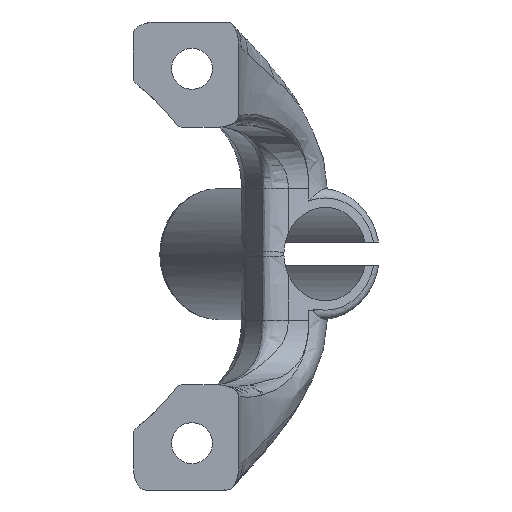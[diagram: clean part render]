
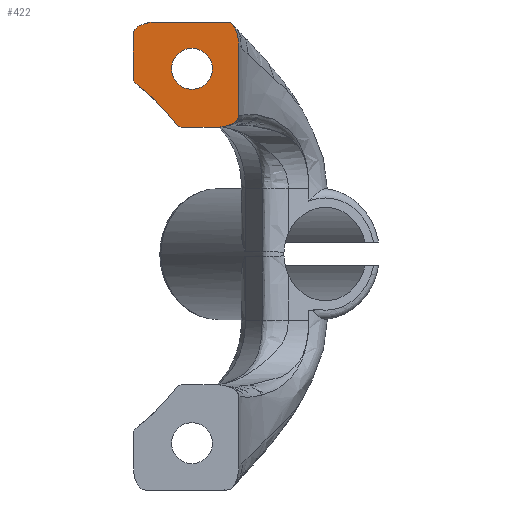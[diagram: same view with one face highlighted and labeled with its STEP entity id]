
A CAD part, left-side view. The second image highlights one B-rep face of the part: STEP entity #422.
In plain terms, the highlighted planar face has unit normal (-1, 0, 0).
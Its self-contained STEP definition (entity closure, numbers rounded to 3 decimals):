
#422=ADVANCED_FACE('',(#2035,#2037),#2039,.F.);
#2035=FACE_BOUND('',#2036,.T.);
#2036=EDGE_LOOP('',(#5101,#5102,#5103,#5104,#5105,#5106,#5107,#5108,#5109,#5110));
#2037=FACE_BOUND('',#2038,.T.);
#2038=EDGE_LOOP('',(#5111));
#2039=PLANE('',#2040);
#2040=AXIS2_PLACEMENT_3D('',#2041,#2042,#2043);
#2041=CARTESIAN_POINT('',(35.,0.,0.));
#2042=DIRECTION('',(1.,0.,0.));
#2043=DIRECTION('',(0.,0.,-1.));
#5101=ORIENTED_EDGE('',*,*,#5397,.F.);
#5102=ORIENTED_EDGE('',*,*,#5391,.F.);
#5103=ORIENTED_EDGE('',*,*,#5398,.F.);
#5104=ORIENTED_EDGE('',*,*,#5387,.F.);
#5105=ORIENTED_EDGE('',*,*,#5399,.F.);
#5106=ORIENTED_EDGE('',*,*,#5363,.F.);
#5107=ORIENTED_EDGE('',*,*,#5400,.F.);
#5108=ORIENTED_EDGE('',*,*,#5360,.F.);
#5109=ORIENTED_EDGE('',*,*,#5401,.F.);
#5110=ORIENTED_EDGE('',*,*,#5393,.F.);
#5111=ORIENTED_EDGE('',*,*,#5402,.T.);
#5360=EDGE_CURVE('',#5637,#5635,#5639,.T.);
#5363=EDGE_CURVE('',#5642,#5640,#5644,.T.);
#5387=EDGE_CURVE('',#5677,#5679,#5680,.T.);
#5391=EDGE_CURVE('',#5684,#5682,#5686,.T.);
#5393=EDGE_CURVE('',#5687,#5689,#5690,.T.);
#5397=EDGE_CURVE('',#5682,#5687,#5695,.F.);
#5398=EDGE_CURVE('',#5679,#5684,#5696,.T.);
#5399=EDGE_CURVE('',#5640,#5677,#5697,.T.);
#5400=EDGE_CURVE('',#5635,#5642,#5698,.F.);
#5401=EDGE_CURVE('',#5689,#5637,#5699,.F.);
#5402=EDGE_CURVE('',#5700,#5700,#5701,.T.);
#5635=VERTEX_POINT('',#7831);
#5637=VERTEX_POINT('',#7835);
#5639=LINE('',#7839,#7840);
#5640=VERTEX_POINT('',#7842);
#5642=VERTEX_POINT('',#7846);
#5644=LINE('',#7850,#7851);
#5677=VERTEX_POINT('',#8009);
#5679=VERTEX_POINT('',#8013);
#5680=CIRCLE('',#8014,18.5);
#5682=VERTEX_POINT('',#8021);
#5684=VERTEX_POINT('',#8025);
#5686=LINE('',#8029,#8030);
#5687=VERTEX_POINT('',#8032);
#5689=VERTEX_POINT('',#8036);
#5690=LINE('',#8037,#8038);
#5695=(BOUNDED_CURVE()B_SPLINE_CURVE(2,
(#8052,#8053,#8054),
.UNSPECIFIED.,.F.,.F.)B_SPLINE_CURVE_WITH_KNOTS((3,3),
(0.,1.),
.UNSPECIFIED.)CURVE()GEOMETRIC_REPRESENTATION_ITEM()RATIONAL_B_SPLINE_CURVE((1.,
0.707,1.))REPRESENTATION_ITEM(''));
#5696=(BOUNDED_CURVE()B_SPLINE_CURVE(2,
(#8055,#8056,#8057),
.UNSPECIFIED.,.F.,.F.)B_SPLINE_CURVE_WITH_KNOTS((3,3),
(0.,1.),
.UNSPECIFIED.)CURVE()GEOMETRIC_REPRESENTATION_ITEM()RATIONAL_B_SPLINE_CURVE((1.,
0.959,1.))REPRESENTATION_ITEM(''));
#5697=(BOUNDED_CURVE()B_SPLINE_CURVE(2,
(#8058,#8059,#8060),
.UNSPECIFIED.,.F.,.F.)B_SPLINE_CURVE_WITH_KNOTS((3,3),
(0.,1.),
.UNSPECIFIED.)CURVE()GEOMETRIC_REPRESENTATION_ITEM()RATIONAL_B_SPLINE_CURVE((1.,
0.958,1.))REPRESENTATION_ITEM(''));
#5698=(BOUNDED_CURVE()B_SPLINE_CURVE(2,
(#8061,#8062,#8063),
.UNSPECIFIED.,.F.,.F.)B_SPLINE_CURVE_WITH_KNOTS((3,3),
(0.,1.),
.UNSPECIFIED.)CURVE()GEOMETRIC_REPRESENTATION_ITEM()RATIONAL_B_SPLINE_CURVE((1.,
0.707,1.))REPRESENTATION_ITEM(''));
#5699=(BOUNDED_CURVE()B_SPLINE_CURVE(2,
(#8064,#8065,#8066),
.UNSPECIFIED.,.F.,.F.)B_SPLINE_CURVE_WITH_KNOTS((3,3),
(0.,1.),
.UNSPECIFIED.)CURVE()GEOMETRIC_REPRESENTATION_ITEM()RATIONAL_B_SPLINE_CURVE((1.,
0.707,1.))REPRESENTATION_ITEM(''));
#5700=VERTEX_POINT('',#8067);
#5701=CIRCLE('',#8068,1.75);
#7831=CARTESIAN_POINT('',(35.,-1.581,-31.84));
#7835=CARTESIAN_POINT('',(35.,-1.581,-25.84));
#7839=CARTESIAN_POINT('',(35.,-1.581,-25.84));
#7840=VECTOR('',#7841,1.);
#7841=DIRECTION('',(0.,0.,-1.));
#7842=CARTESIAN_POINT('',(35.,3.131,-32.84));
#7846=CARTESIAN_POINT('',(35.,0.419,-32.84));
#7850=CARTESIAN_POINT('',(35.,0.419,-32.84));
#7851=VECTOR('',#7852,1.);
#7852=DIRECTION('',(0.,1.,0.));
#8009=CARTESIAN_POINT('',(35.,3.722,-32.603));
#8013=CARTESIAN_POINT('',(35.,7.099,-29.208));
#8014=AXIS2_PLACEMENT_3D('',#8015,#8016,#8017);
#8015=CARTESIAN_POINT('',(35.,18.419,-43.84));
#8016=DIRECTION('',(-1.,0.,0.));
#8017=DIRECTION('',(0.,-0.794,0.607));
#8021=CARTESIAN_POINT('',(35.,7.419,-24.84));
#8025=CARTESIAN_POINT('',(35.,7.419,-28.665));
#8029=CARTESIAN_POINT('',(35.,7.419,-28.665));
#8030=VECTOR('',#8031,1.);
#8031=DIRECTION('',(0.,0.,1.));
#8032=CARTESIAN_POINT('',(35.,5.419,-23.84));
#8036=CARTESIAN_POINT('',(35.,-0.581,-23.84));
#8037=CARTESIAN_POINT('',(35.,5.419,-23.84));
#8038=VECTOR('',#8039,1.);
#8039=DIRECTION('',(0.,-1.,0.));
#8052=CARTESIAN_POINT('',(35.,5.419,-23.84));
#8053=CARTESIAN_POINT('',(35.,7.419,-23.84));
#8054=CARTESIAN_POINT('',(35.,7.419,-24.84));
#8055=CARTESIAN_POINT('',(35.,7.099,-29.208));
#8056=CARTESIAN_POINT('',(35.,7.419,-28.96));
#8057=CARTESIAN_POINT('',(35.,7.419,-28.665));
#8058=CARTESIAN_POINT('',(35.,3.131,-32.84));
#8059=CARTESIAN_POINT('',(35.,3.541,-32.84));
#8060=CARTESIAN_POINT('',(35.,3.722,-32.603));
#8061=CARTESIAN_POINT('',(35.,0.419,-32.84));
#8062=CARTESIAN_POINT('',(35.,-1.581,-32.84));
#8063=CARTESIAN_POINT('',(35.,-1.581,-31.84));
#8064=CARTESIAN_POINT('',(35.,-1.581,-25.84));
#8065=CARTESIAN_POINT('',(35.,-1.581,-23.84));
#8066=CARTESIAN_POINT('',(35.,-0.581,-23.84));
#8067=CARTESIAN_POINT('',(35.,2.419,-29.59));
#8068=AXIS2_PLACEMENT_3D('',#8069,#8070,#8071);
#8069=CARTESIAN_POINT('',(35.,2.419,-27.84));
#8070=DIRECTION('',(1.,0.,0.));
#8071=DIRECTION('',(0.,0.,-1.));
